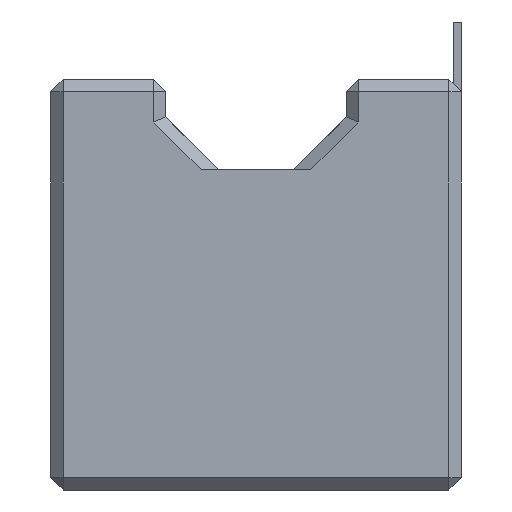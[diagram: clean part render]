
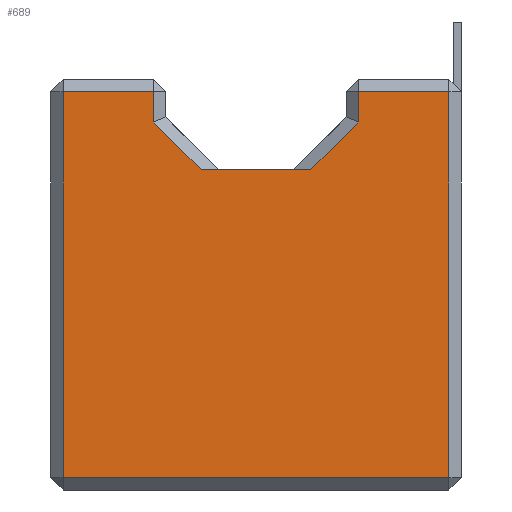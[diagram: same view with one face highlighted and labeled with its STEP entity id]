
A CAD part, front view. The second image highlights one B-rep face of the part: STEP entity #689.
In plain terms, the highlighted planar face has unit normal (0, -1, 0).
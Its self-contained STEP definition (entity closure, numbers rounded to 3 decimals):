
#68 = EDGE_CURVE ( 'NONE', #193, #1417, #1208, .T. ) ;
#79 = CARTESIAN_POINT ( 'NONE',  ( 20.444, 0., 39. ) ) ;
#100 = CARTESIAN_POINT ( 'NONE',  ( 48.5, 0., 48.5 ) ) ;
#141 = CARTESIAN_POINT ( 'NONE',  ( 50., 0., 1.5 ) ) ;
#184 = CARTESIAN_POINT ( 'NONE',  ( 0., 0., 50. ) ) ;
#193 = VERTEX_POINT ( 'NONE', #1275 ) ;
#291 = ORIENTED_EDGE ( 'NONE', *, *, #2370, .T. ) ;
#348 = DIRECTION ( 'NONE',  ( 1., 0., 0. ) ) ;
#371 = DIRECTION ( 'NONE',  ( 0., 0., 1. ) ) ;
#383 = ORIENTED_EDGE ( 'NONE', *, *, #1117, .T. ) ;
#407 = CARTESIAN_POINT ( 'NONE',  ( 12.5, 0., 50. ) ) ;
#412 = ORIENTED_EDGE ( 'NONE', *, *, #1654, .T. ) ;
#437 = LINE ( 'NONE', #2268, #2119 ) ;
#439 = DIRECTION ( 'NONE',  ( 0., 0., 1. ) ) ;
#512 = EDGE_CURVE ( 'NONE', #2496, #193, #2131, .T. ) ;
#543 = CARTESIAN_POINT ( 'NONE',  ( 0., 0., 48.5 ) ) ;
#558 = CARTESIAN_POINT ( 'NONE',  ( 21.339, 0., 28.661 ) ) ;
#566 = CARTESIAN_POINT ( 'NONE',  ( 1.5, 0., 50. ) ) ;
#575 = LINE ( 'NONE', #141, #1988 ) ;
#583 = CARTESIAN_POINT ( 'NONE',  ( 3.661, 0., 53.661 ) ) ;
#603 = DIRECTION ( 'NONE',  ( -1., 0., 0. ) ) ;
#654 = VERTEX_POINT ( 'NONE', #1557 ) ;
#689 = ADVANCED_FACE ( 'NONE', ( #2226 ), #2874, .F. ) ;
#698 = VERTEX_POINT ( 'NONE', #856 ) ;
#757 = ORIENTED_EDGE ( 'NONE', *, *, #1368, .T. ) ;
#772 = VECTOR ( 'NONE', #371, 1000. ) ;
#813 = LINE ( 'NONE', #2352, #772 ) ;
#818 = LINE ( 'NONE', #1926, #1151 ) ;
#835 = DIRECTION ( 'NONE',  ( -1., 0., 0. ) ) ;
#856 = CARTESIAN_POINT ( 'NONE',  ( 48.5, 0., 1.5 ) ) ;
#909 = VECTOR ( 'NONE', #1303, 1000. ) ;
#915 = AXIS2_PLACEMENT_3D ( 'NONE', #184, #1094, #439 ) ;
#917 = EDGE_CURVE ( 'NONE', #654, #2302, #2128, .T. ) ;
#976 = DIRECTION ( 'NONE',  ( 1., 0., 0. ) ) ;
#1016 = EDGE_LOOP ( 'NONE', ( #412, #1457, #1209, #383, #1659, #2466, #757, #291, #1729, #1160 ) ) ;
#1094 = DIRECTION ( 'NONE',  ( 0., 1., 0. ) ) ;
#1117 = EDGE_CURVE ( 'NONE', #2514, #2496, #2614, .T. ) ;
#1148 = VECTOR ( 'NONE', #1488, 1000. ) ;
#1151 = VECTOR ( 'NONE', #835, 1000. ) ;
#1160 = ORIENTED_EDGE ( 'NONE', *, *, #2129, .T. ) ;
#1172 = CARTESIAN_POINT ( 'NONE',  ( 37.5, 0., 48.5 ) ) ;
#1208 = LINE ( 'NONE', #566, #1148 ) ;
#1209 = ORIENTED_EDGE ( 'NONE', *, *, #2057, .T. ) ;
#1275 = CARTESIAN_POINT ( 'NONE',  ( 1.5, 0., 48.5 ) ) ;
#1303 = DIRECTION ( 'NONE',  ( 0., 0., 1. ) ) ;
#1368 = EDGE_CURVE ( 'NONE', #1417, #698, #575, .T. ) ;
#1417 = VERTEX_POINT ( 'NONE', #1993 ) ;
#1429 = CARTESIAN_POINT ( 'NONE',  ( 37.5, 0., 44.822 ) ) ;
#1457 = ORIENTED_EDGE ( 'NONE', *, *, #917, .F. ) ;
#1479 = DIRECTION ( 'NONE',  ( -0.707, 0., 0.707 ) ) ;
#1484 = VECTOR ( 'NONE', #1479, 1000. ) ;
#1488 = DIRECTION ( 'NONE',  ( 0., 0., -1. ) ) ;
#1557 = CARTESIAN_POINT ( 'NONE',  ( 18.322, 0., 39. ) ) ;
#1563 = CARTESIAN_POINT ( 'NONE',  ( 12.5, 0., 44.822 ) ) ;
#1594 = CARTESIAN_POINT ( 'NONE',  ( 12.5, 0., 48.5 ) ) ;
#1654 = EDGE_CURVE ( 'NONE', #2715, #2302, #2132, .T. ) ;
#1659 = ORIENTED_EDGE ( 'NONE', *, *, #512, .T. ) ;
#1704 = EDGE_CURVE ( 'NONE', #2244, #2847, #818, .T. ) ;
#1715 = VECTOR ( 'NONE', #1728, 1000. ) ;
#1728 = DIRECTION ( 'NONE',  ( -0.707, 0., -0.707 ) ) ;
#1729 = ORIENTED_EDGE ( 'NONE', *, *, #1704, .T. ) ;
#1782 = DIRECTION ( 'NONE',  ( 0., 0., -1. ) ) ;
#1804 = VECTOR ( 'NONE', #603, 1000. ) ;
#1926 = CARTESIAN_POINT ( 'NONE',  ( 0., 0., 48.5 ) ) ;
#1988 = VECTOR ( 'NONE', #348, 1000. ) ;
#1993 = CARTESIAN_POINT ( 'NONE',  ( 1.5, 0., 1.5 ) ) ;
#2057 = EDGE_CURVE ( 'NONE', #654, #2514, #2576, .T. ) ;
#2068 = CARTESIAN_POINT ( 'NONE',  ( 31.678, 0., 39. ) ) ;
#2119 = VECTOR ( 'NONE', #1782, 1000. ) ;
#2128 = LINE ( 'NONE', #79, #2737 ) ;
#2129 = EDGE_CURVE ( 'NONE', #2847, #2715, #437, .T. ) ;
#2131 = LINE ( 'NONE', #543, #1804 ) ;
#2132 = LINE ( 'NONE', #558, #1715 ) ;
#2226 = FACE_OUTER_BOUND ( 'NONE', #1016, .T. ) ;
#2244 = VERTEX_POINT ( 'NONE', #100 ) ;
#2268 = CARTESIAN_POINT ( 'NONE',  ( 37.5, 0., 50. ) ) ;
#2302 = VERTEX_POINT ( 'NONE', #2068 ) ;
#2352 = CARTESIAN_POINT ( 'NONE',  ( 48.5, 0., 50. ) ) ;
#2370 = EDGE_CURVE ( 'NONE', #698, #2244, #813, .T. ) ;
#2466 = ORIENTED_EDGE ( 'NONE', *, *, #68, .T. ) ;
#2496 = VERTEX_POINT ( 'NONE', #1594 ) ;
#2514 = VERTEX_POINT ( 'NONE', #1563 ) ;
#2576 = LINE ( 'NONE', #583, #1484 ) ;
#2614 = LINE ( 'NONE', #407, #909 ) ;
#2715 = VERTEX_POINT ( 'NONE', #1429 ) ;
#2737 = VECTOR ( 'NONE', #976, 1000. ) ;
#2847 = VERTEX_POINT ( 'NONE', #1172 ) ;
#2874 = PLANE ( 'NONE',  #915 ) ;
